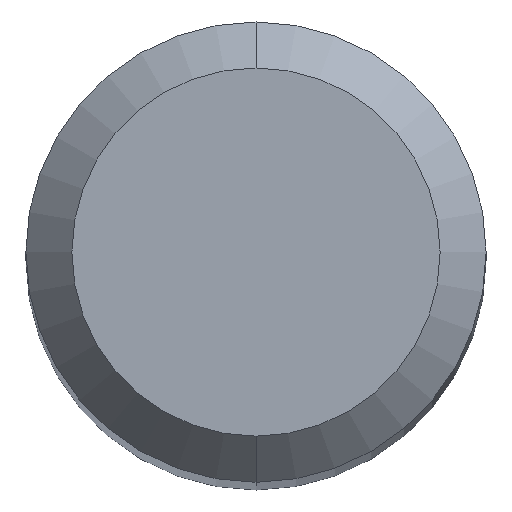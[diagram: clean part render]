
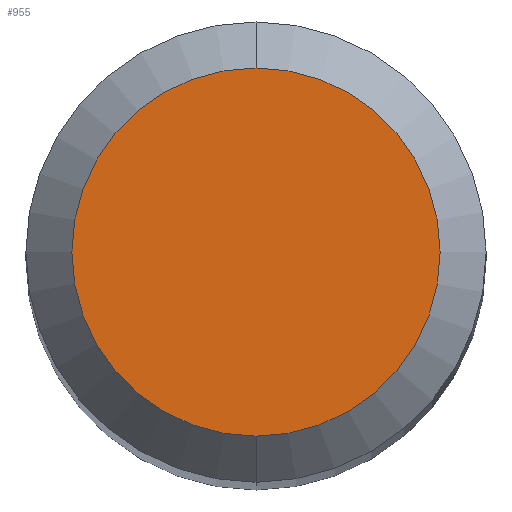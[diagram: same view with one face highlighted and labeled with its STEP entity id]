
A CAD part, top view. The second image highlights one B-rep face of the part: STEP entity #955.
In plain terms, the highlighted planar face has unit normal (0, 0, 1).
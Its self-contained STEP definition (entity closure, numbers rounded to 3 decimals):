
#371=EDGE_CURVE('',#799,#901,#1054,.T.);
#799=VERTEX_POINT('',#1522);
#901=VERTEX_POINT('',#1635);
#925=EDGE_CURVE('',#901,#799,#1663,.T.);
#955=ADVANCED_FACE('',(#1694),#1695,.T.);
#1054=CIRCLE('',#1810,1.2);
#1522=CARTESIAN_POINT('',(0.,-1.2,0.0));
#1635=CARTESIAN_POINT('',(0.0,1.2,0.0));
#1663=CIRCLE('',#8916,1.2);
#1694=FACE_OUTER_BOUND('',#9055,.T.);
#1695=PLANE('',#9056);
#1810=AXIS2_PLACEMENT_3D('',#9357,#9358,#9359);
#8916=AXIS2_PLACEMENT_3D('',#10020,#10021,#10022);
#9055=EDGE_LOOP('',(#10040,#10041));
#9056=AXIS2_PLACEMENT_3D('',#10042,#10043,#10044);
#9357=CARTESIAN_POINT('',(0.0,0.0,0.0));
#9358=DIRECTION('',(0.0,0.0,-1.0));
#9359=DIRECTION('',(0.0,1.0,0.0));
#10020=CARTESIAN_POINT('',(0.0,0.0,0.0));
#10021=DIRECTION('',(0.0,0.0,-1.0));
#10022=DIRECTION('',(0.0,1.0,0.0));
#10040=ORIENTED_EDGE('',*,*,#925,.F.);
#10041=ORIENTED_EDGE('',*,*,#371,.F.);
#10042=CARTESIAN_POINT('',(0.0,0.6,0.0));
#10043=DIRECTION('',(-0.0,0.0,1.0));
#10044=DIRECTION('',(0.0,-1.0,0.0));
